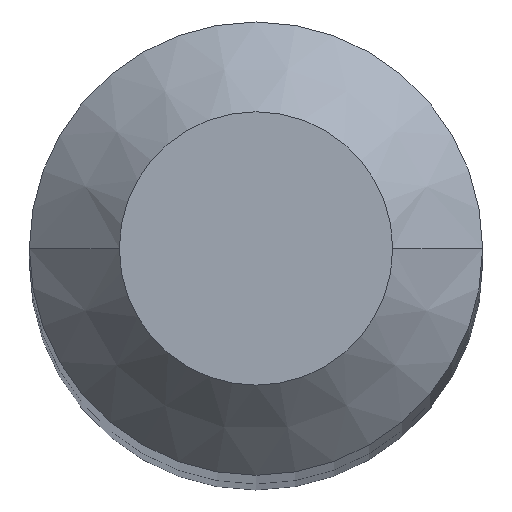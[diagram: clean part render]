
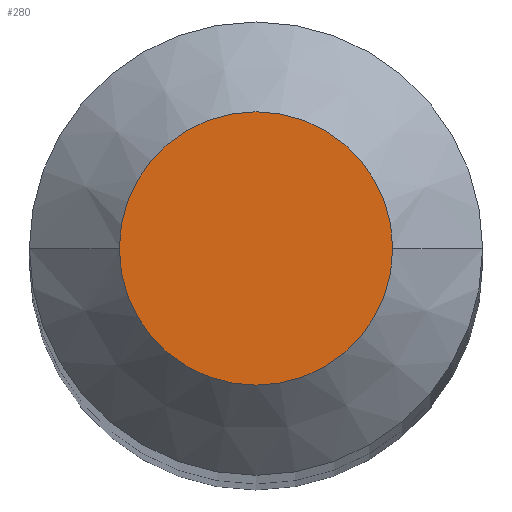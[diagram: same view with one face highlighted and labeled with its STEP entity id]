
A CAD part, top view. The second image highlights one B-rep face of the part: STEP entity #280.
In plain terms, the highlighted planar face has unit normal (0, 0, 1).
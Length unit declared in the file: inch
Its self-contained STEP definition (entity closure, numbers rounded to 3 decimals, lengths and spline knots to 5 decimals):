
#12 = CIRCLE ( 'NONE', #374, 0.0475 ) ;
#13 = AXIS2_PLACEMENT_3D ( 'NONE', #291, #109, #44 ) ;
#43 = EDGE_CURVE ( 'NONE', #227, #372, #337, .T. ) ;
#44 = DIRECTION ( 'NONE',  ( -1., 0., 0. ) ) ;
#45 = CARTESIAN_POINT ( 'NONE',  ( 0., 0., 0. ) ) ;
#47 = FACE_OUTER_BOUND ( 'NONE', #339, .T. ) ;
#52 = CARTESIAN_POINT ( 'NONE',  ( -0.0475, 0., 0. ) ) ;
#64 = DIRECTION ( 'NONE',  ( 1., 0., 0. ) ) ;
#67 = CARTESIAN_POINT ( 'NONE',  ( 0., 0., 0. ) ) ;
#86 = ORIENTED_EDGE ( 'NONE', *, *, #190, .T. ) ;
#97 = AXIS2_PLACEMENT_3D ( 'NONE', #45, #194, #249 ) ;
#109 = DIRECTION ( 'NONE',  ( 0., 0., -1. ) ) ;
#139 = PLANE ( 'NONE',  #13 ) ;
#190 = EDGE_CURVE ( 'NONE', #372, #227, #12, .T. ) ;
#194 = DIRECTION ( 'NONE',  ( 0., 0., 1. ) ) ;
#227 = VERTEX_POINT ( 'NONE', #376 ) ;
#234 = ORIENTED_EDGE ( 'NONE', *, *, #43, .T. ) ;
#249 = DIRECTION ( 'NONE',  ( 1., 0., 0. ) ) ;
#280 = ADVANCED_FACE ( 'NONE', ( #47 ), #139, .F. ) ;
#291 = CARTESIAN_POINT ( 'NONE',  ( 0., 0., 0. ) ) ;
#337 = CIRCLE ( 'NONE', #97, 0.0475 ) ;
#339 = EDGE_LOOP ( 'NONE', ( #86, #234 ) ) ;
#367 = DIRECTION ( 'NONE',  ( 0., 0., 1. ) ) ;
#372 = VERTEX_POINT ( 'NONE', #52 ) ;
#374 = AXIS2_PLACEMENT_3D ( 'NONE', #67, #367, #64 ) ;
#376 = CARTESIAN_POINT ( 'NONE',  ( 0.0475, 0., 0. ) ) ;
